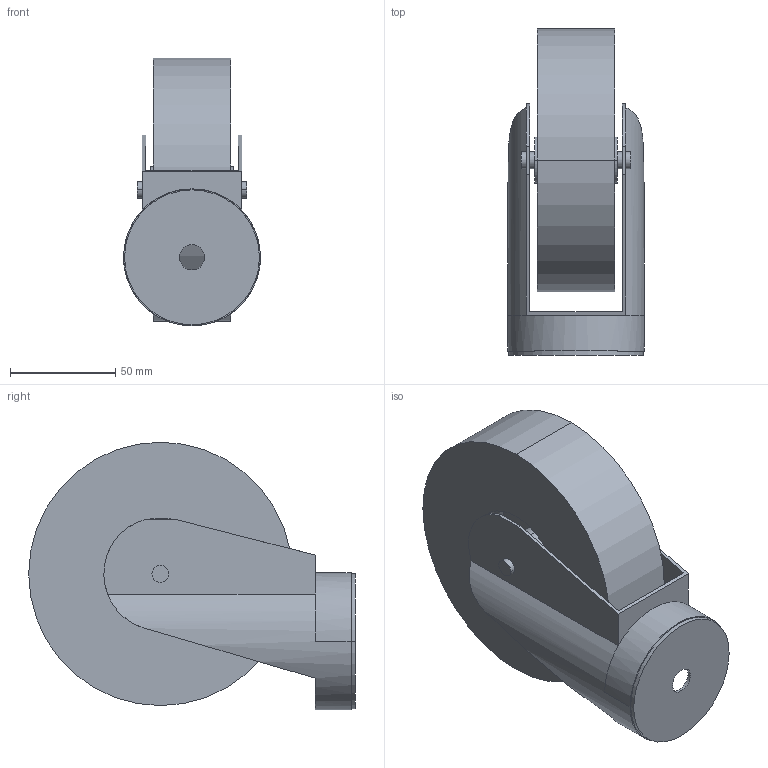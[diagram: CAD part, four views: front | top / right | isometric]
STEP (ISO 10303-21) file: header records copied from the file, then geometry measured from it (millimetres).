
FILE_DESCRIPTION((''),'2;1');
FILE_NAME('12045_KOLO_VRTLJIVO_FI-125_BZ_ASM','2022-09-19T07:18:52',('PredragRovcanin'),('Audax d.o.o.'),'CREO PARAMETRIC BY PTC INC, 2020281','CREO PARAMETRIC BY PTC INC, 2020281','');
FILE_SCHEMA(('AP242_MANAGED_MODEL_BASED_3D_ENGINEERING_MIM_LF { 1 0 10303 442 1 1 4 }'));
Length unit declared in the file: millimetre
Products named in the file (3): 12045_KOLO_VRTLJIVO_FI-125_BZ_A; 12045_KOLO_VRTLJIVO_FI-125_BZ_B; 12045_KOLO_VRTLJIVO_FI-125_BZ_ASM
Assembly tree (2 placements, depth 2):
  12045_KOLO_VRTLJIVO_FI-125_BZ_ASM
    12045_KOLO_VRTLJIVO_FI-125_BZ_A
    12045_KOLO_VRTLJIVO_FI-125_BZ_B
Bounding box: 65 x 155 x 127 mm (x, y, z)
Volume: 420793.4 mm3; surface area: 85120.4 mm2
Topology: 2 solids, 2 shells, 54 faces, 133 edges, 97 vertices
Faces by surface type: cylinder 30, plane 24
Entity records: 2749 total; most frequent: CARTESIAN_POINT 368, COLOUR_RGB 320, DIRECTION 316, ORIENTED_EDGE 254, PRESENTATION_STYLE_ASSIGNMENT 137, STYLED_ITEM 137, CURVE_STYLE 135, AXIS2_PLACEMENT_3D 128
